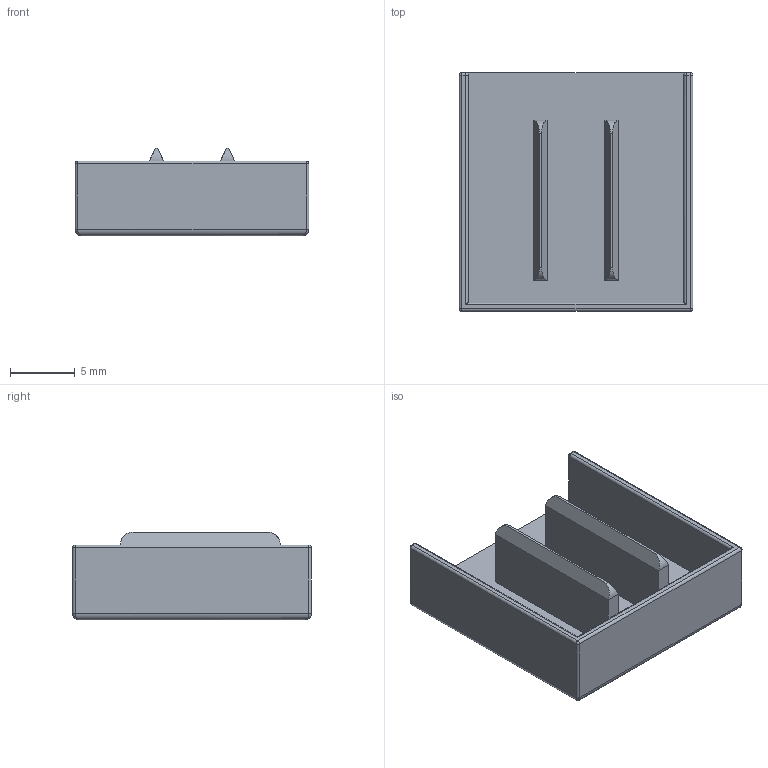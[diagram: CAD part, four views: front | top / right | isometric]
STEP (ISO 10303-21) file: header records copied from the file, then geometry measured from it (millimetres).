
FILE_DESCRIPTION((''),'2;1');
FILE_NAME('ASM0116_ASM','2021-04-02T',('marketing.praksa'),('Audax d.o.o.'),'CREO PARAMETRIC BY PTC INC, 2017480','CREO PARAMETRIC BY PTC INC, 2017480','');
FILE_SCHEMA(('AUTOMOTIVE_DESIGN { 1 0 10303 214 1 1 1 1 }'));
Length unit declared in the file: millimetre
Products named in the file (3): PRT9599; PRT0169; ASM0116_ASM
Assembly tree (2 placements, depth 2):
  ASM0116_ASM
    PRT9599
    PRT0169
Bounding box: 18.1 x 18.5 x 6.8 mm (x, y, z)
Volume: 737.5 mm3; surface area: 1540.1 mm2
Topology: 4 solids, 4 shells, 161 faces, 414 edges, 256 vertices
Faces by surface type: plane 81, cylinder 70, sphere 6, bspline 4
Entity records: 7948 total; most frequent: CARTESIAN_POINT 1354, DIRECTION 830, ORIENTED_EDGE 808, PRESENTATION_STYLE_ASSIGNMENT 569, STYLED_ITEM 569, CURVE_STYLE 404, EDGE_CURVE 404, AXIS2_PLACEMENT_3D 282
